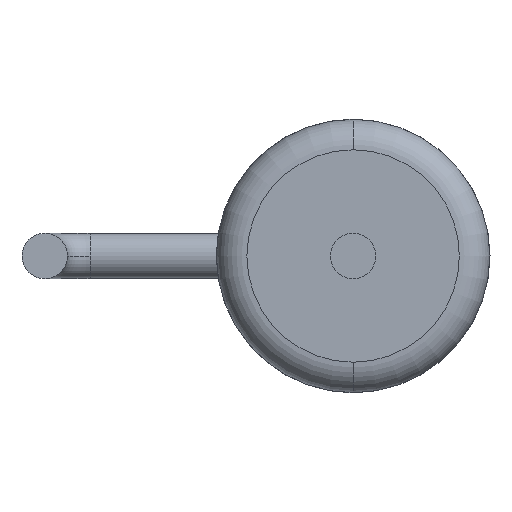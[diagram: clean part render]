
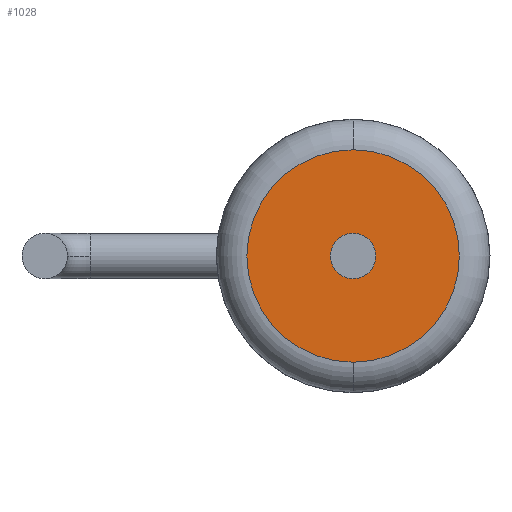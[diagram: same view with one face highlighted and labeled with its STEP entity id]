
A CAD part, front view. The second image highlights one B-rep face of the part: STEP entity #1028.
In plain terms, the highlighted planar face has unit normal (0, -1, 0).
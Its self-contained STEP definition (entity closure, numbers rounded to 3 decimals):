
#5 = AXIS2_PLACEMENT_3D ( 'NONE', #290, #756, #206 ) ;
#21 = ORIENTED_EDGE ( 'NONE', *, *, #869, .T. ) ;
#24 = CARTESIAN_POINT ( 'NONE',  ( 1.75, 0.5, 0. ) ) ;
#108 = DIRECTION ( 'NONE',  ( 0., -1., 0. ) ) ;
#121 = EDGE_CURVE ( 'NONE', #271, #1142, #739, .T. ) ;
#144 = CARTESIAN_POINT ( 'NONE',  ( 0., 0.5, 0. ) ) ;
#163 = AXIS2_PLACEMENT_3D ( 'NONE', #24, #321, #964 ) ;
#189 = FACE_OUTER_BOUND ( 'NONE', #449, .T. ) ;
#206 = DIRECTION ( 'NONE',  ( 0., 0., -1. ) ) ;
#232 = ORIENTED_EDGE ( 'NONE', *, *, #779, .F. ) ;
#271 = VERTEX_POINT ( 'NONE', #584 ) ;
#290 = CARTESIAN_POINT ( 'NONE',  ( 0., 0.5, 0. ) ) ;
#316 = DIRECTION ( 'NONE',  ( 0., 0., -1. ) ) ;
#321 = DIRECTION ( 'NONE',  ( 0., -1., 0. ) ) ;
#347 = CIRCLE ( 'NONE', #576, 1.75 ) ;
#402 = CARTESIAN_POINT ( 'NONE',  ( 0., 0.5, 1.75 ) ) ;
#444 = VERTEX_POINT ( 'NONE', #402 ) ;
#449 = EDGE_LOOP ( 'NONE', ( #21, #626 ) ) ;
#451 = CARTESIAN_POINT ( 'NONE',  ( 0., 0.5, -1.75 ) ) ;
#574 = CIRCLE ( 'NONE', #1182, 1.75 ) ;
#576 = AXIS2_PLACEMENT_3D ( 'NONE', #144, #806, #316 ) ;
#579 = DIRECTION ( 'NONE',  ( 0., 0., -1. ) ) ;
#584 = CARTESIAN_POINT ( 'NONE',  ( 0., 0.5, 0.375 ) ) ;
#587 = VERTEX_POINT ( 'NONE', #451 ) ;
#626 = ORIENTED_EDGE ( 'NONE', *, *, #1158, .T. ) ;
#636 = FACE_BOUND ( 'NONE', #1168, .T. ) ;
#652 = AXIS2_PLACEMENT_3D ( 'NONE', #747, #1100, #841 ) ;
#675 = CARTESIAN_POINT ( 'NONE',  ( 0., 0.5, 0. ) ) ;
#739 = CIRCLE ( 'NONE', #5, 0.375 ) ;
#747 = CARTESIAN_POINT ( 'NONE',  ( 0., 0.5, 0. ) ) ;
#756 = DIRECTION ( 'NONE',  ( 0., -1., 0. ) ) ;
#779 = EDGE_CURVE ( 'NONE', #1142, #271, #1090, .T. ) ;
#794 = PLANE ( 'NONE',  #163 ) ;
#806 = DIRECTION ( 'NONE',  ( 0., -1., 0. ) ) ;
#841 = DIRECTION ( 'NONE',  ( 0., 0., -1. ) ) ;
#869 = EDGE_CURVE ( 'NONE', #587, #444, #574, .T. ) ;
#964 = DIRECTION ( 'NONE',  ( 0., 0., -1. ) ) ;
#1028 = ADVANCED_FACE ( 'NONE', ( #636, #189 ), #794, .T. ) ;
#1032 = ORIENTED_EDGE ( 'NONE', *, *, #121, .F. ) ;
#1047 = CARTESIAN_POINT ( 'NONE',  ( 0., 0.5, -0.375 ) ) ;
#1090 = CIRCLE ( 'NONE', #652, 0.375 ) ;
#1100 = DIRECTION ( 'NONE',  ( 0., -1., 0. ) ) ;
#1142 = VERTEX_POINT ( 'NONE', #1047 ) ;
#1158 = EDGE_CURVE ( 'NONE', #444, #587, #347, .T. ) ;
#1168 = EDGE_LOOP ( 'NONE', ( #232, #1032 ) ) ;
#1182 = AXIS2_PLACEMENT_3D ( 'NONE', #675, #108, #579 ) ;
